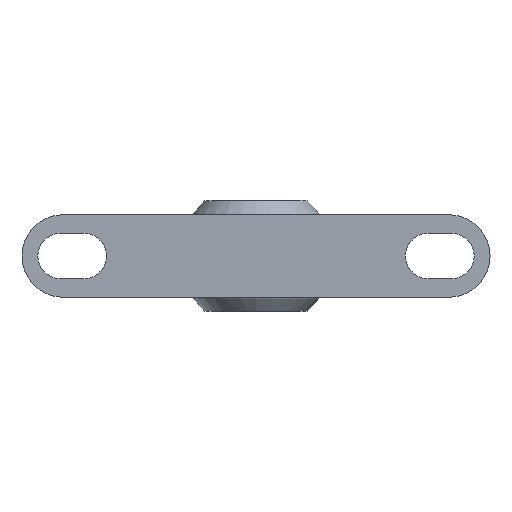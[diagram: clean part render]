
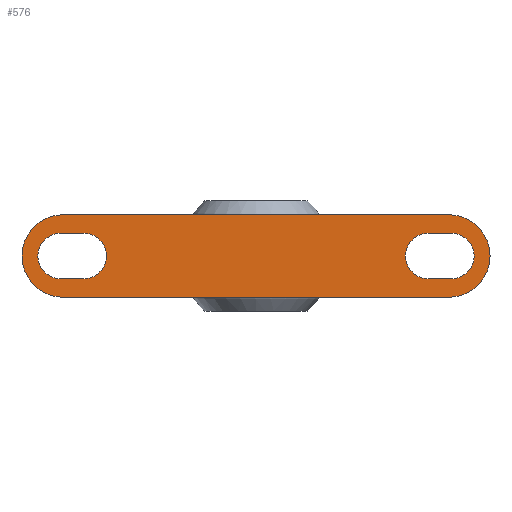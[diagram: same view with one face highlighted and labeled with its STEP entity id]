
A CAD part, front view. The second image highlights one B-rep face of the part: STEP entity #576.
In plain terms, the highlighted planar face has unit normal (0, -1, 0).
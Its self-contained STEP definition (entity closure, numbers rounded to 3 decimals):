
#8 = CARTESIAN_POINT ( 'NONE',  ( 14.2, 0., 1.65 ) ) ;
#11 = CIRCLE ( 'NONE', #1278, 3. ) ;
#43 = CARTESIAN_POINT ( 'NONE',  ( 12.5, 0., 1.65 ) ) ;
#50 = FACE_OUTER_BOUND ( 'NONE', #1001, .T. ) ;
#53 = VECTOR ( 'NONE', #109, 1000. ) ;
#61 = DIRECTION ( 'NONE',  ( 0., 1., 0. ) ) ;
#82 = DIRECTION ( 'NONE',  ( 0., 1., 0. ) ) ;
#108 = AXIS2_PLACEMENT_3D ( 'NONE', #1043, #1412, #414 ) ;
#109 = DIRECTION ( 'NONE',  ( 1., 0., 0. ) ) ;
#116 = CARTESIAN_POINT ( 'NONE',  ( -14., 0., -3. ) ) ;
#118 = DIRECTION ( 'NONE',  ( 1., 0., 0. ) ) ;
#133 = AXIS2_PLACEMENT_3D ( 'NONE', #433, #61, #1450 ) ;
#145 = CARTESIAN_POINT ( 'NONE',  ( 12.5, 0., -1.65 ) ) ;
#151 = CARTESIAN_POINT ( 'NONE',  ( -12.5, 0., 0. ) ) ;
#153 = ORIENTED_EDGE ( 'NONE', *, *, #1603, .T. ) ;
#164 = LINE ( 'NONE', #1586, #53 ) ;
#224 = DIRECTION ( 'NONE',  ( 0., 0., 1. ) ) ;
#231 = EDGE_CURVE ( 'NONE', #1032, #1588, #164, .T. ) ;
#271 = CARTESIAN_POINT ( 'NONE',  ( 14., 0., 3. ) ) ;
#276 = LINE ( 'NONE', #475, #1564 ) ;
#303 = CARTESIAN_POINT ( 'NONE',  ( -12.5, 0., -1.65 ) ) ;
#304 = ORIENTED_EDGE ( 'NONE', *, *, #1154, .T. ) ;
#315 = VERTEX_POINT ( 'NONE', #271 ) ;
#354 = ORIENTED_EDGE ( 'NONE', *, *, #595, .T. ) ;
#361 = AXIS2_PLACEMENT_3D ( 'NONE', #1081, #946, #1344 ) ;
#379 = ORIENTED_EDGE ( 'NONE', *, *, #231, .T. ) ;
#396 = CARTESIAN_POINT ( 'NONE',  ( -14., 0., 0. ) ) ;
#406 = DIRECTION ( 'NONE',  ( 1., 0., 0. ) ) ;
#409 = ORIENTED_EDGE ( 'NONE', *, *, #1124, .T. ) ;
#414 = DIRECTION ( 'NONE',  ( 0., 0., 1. ) ) ;
#433 = CARTESIAN_POINT ( 'NONE',  ( 14.2, 0., 0. ) ) ;
#438 = VERTEX_POINT ( 'NONE', #116 ) ;
#463 = ORIENTED_EDGE ( 'NONE', *, *, #929, .F. ) ;
#475 = CARTESIAN_POINT ( 'NONE',  ( -17., 0., 3. ) ) ;
#479 = DIRECTION ( 'NONE',  ( 1., 0., 0. ) ) ;
#483 = ORIENTED_EDGE ( 'NONE', *, *, #535, .T. ) ;
#498 = CARTESIAN_POINT ( 'NONE',  ( 14., 0., -3. ) ) ;
#519 = CARTESIAN_POINT ( 'NONE',  ( -14., 0., 3. ) ) ;
#531 = CIRCLE ( 'NONE', #361, 1.65 ) ;
#534 = EDGE_LOOP ( 'NONE', ( #1139, #483, #1590, #1392 ) ) ;
#535 = EDGE_CURVE ( 'NONE', #1519, #561, #890, .T. ) ;
#548 = VECTOR ( 'NONE', #406, 1000. ) ;
#561 = VERTEX_POINT ( 'NONE', #1541 ) ;
#571 = CARTESIAN_POINT ( 'NONE',  ( 14., 0., 0. ) ) ;
#576 = ADVANCED_FACE ( 'NONE', ( #722, #50, #1096 ), #910, .F. ) ;
#595 = EDGE_CURVE ( 'NONE', #1588, #1616, #1253, .T. ) ;
#616 = DIRECTION ( 'NONE',  ( 0., 0., 1. ) ) ;
#663 = VECTOR ( 'NONE', #118, 1000. ) ;
#700 = EDGE_CURVE ( 'NONE', #561, #1608, #531, .T. ) ;
#722 = FACE_BOUND ( 'NONE', #534, .T. ) ;
#744 = AXIS2_PLACEMENT_3D ( 'NONE', #1478, #82, #224 ) ;
#781 = CARTESIAN_POINT ( 'NONE',  ( -14.2, 0., 1.65 ) ) ;
#854 = VERTEX_POINT ( 'NONE', #519 ) ;
#858 = DIRECTION ( 'NONE',  ( -1., 0., 0. ) ) ;
#871 = CARTESIAN_POINT ( 'NONE',  ( -14.2, 0., -1.65 ) ) ;
#890 = LINE ( 'NONE', #145, #905 ) ;
#905 = VECTOR ( 'NONE', #1022, 1000. ) ;
#910 = PLANE ( 'NONE',  #108 ) ;
#920 = VECTOR ( 'NONE', #858, 1000. ) ;
#929 = EDGE_CURVE ( 'NONE', #438, #854, #11, .T. ) ;
#946 = DIRECTION ( 'NONE',  ( 0., 1., 0. ) ) ;
#948 = VERTEX_POINT ( 'NONE', #1545 ) ;
#972 = CARTESIAN_POINT ( 'NONE',  ( -17., 0., -3. ) ) ;
#1001 = EDGE_LOOP ( 'NONE', ( #304, #1265, #1474, #463 ) ) ;
#1022 = DIRECTION ( 'NONE',  ( -1., 0., 0. ) ) ;
#1032 = VERTEX_POINT ( 'NONE', #781 ) ;
#1037 = DIRECTION ( 'NONE',  ( 0., 1., 0. ) ) ;
#1043 = CARTESIAN_POINT ( 'NONE',  ( -17., 0., 3. ) ) ;
#1044 = CARTESIAN_POINT ( 'NONE',  ( -12.5, 0., 1.65 ) ) ;
#1050 = CARTESIAN_POINT ( 'NONE',  ( 14.2, 0., -1.65 ) ) ;
#1081 = CARTESIAN_POINT ( 'NONE',  ( 12.5, 0., 0. ) ) ;
#1087 = VERTEX_POINT ( 'NONE', #1181 ) ;
#1096 = FACE_BOUND ( 'NONE', #1129, .T. ) ;
#1124 = EDGE_CURVE ( 'NONE', #1616, #948, #1314, .T. ) ;
#1129 = EDGE_LOOP ( 'NONE', ( #354, #409, #153, #379 ) ) ;
#1139 = ORIENTED_EDGE ( 'NONE', *, *, #1238, .T. ) ;
#1154 = EDGE_CURVE ( 'NONE', #438, #1309, #1380, .T. ) ;
#1157 = AXIS2_PLACEMENT_3D ( 'NONE', #571, #1444, #1180 ) ;
#1180 = DIRECTION ( 'NONE',  ( 0., 0., -1. ) ) ;
#1181 = CARTESIAN_POINT ( 'NONE',  ( 14.2, 0., 1.65 ) ) ;
#1192 = CIRCLE ( 'NONE', #744, 1.65 ) ;
#1211 = CIRCLE ( 'NONE', #1157, 3. ) ;
#1227 = EDGE_CURVE ( 'NONE', #1608, #1087, #1420, .T. ) ;
#1238 = EDGE_CURVE ( 'NONE', #1087, #1519, #1334, .T. ) ;
#1241 = EDGE_CURVE ( 'NONE', #315, #1309, #1211, .T. ) ;
#1253 = CIRCLE ( 'NONE', #1482, 1.65 ) ;
#1265 = ORIENTED_EDGE ( 'NONE', *, *, #1241, .F. ) ;
#1278 = AXIS2_PLACEMENT_3D ( 'NONE', #396, #1510, #616 ) ;
#1309 = VERTEX_POINT ( 'NONE', #498 ) ;
#1314 = LINE ( 'NONE', #871, #920 ) ;
#1334 = CIRCLE ( 'NONE', #133, 1.65 ) ;
#1344 = DIRECTION ( 'NONE',  ( 0., 0., 1. ) ) ;
#1380 = LINE ( 'NONE', #972, #663 ) ;
#1392 = ORIENTED_EDGE ( 'NONE', *, *, #1227, .T. ) ;
#1412 = DIRECTION ( 'NONE',  ( 0., 1., 0. ) ) ;
#1419 = EDGE_CURVE ( 'NONE', #854, #315, #276, .T. ) ;
#1420 = LINE ( 'NONE', #8, #548 ) ;
#1424 = DIRECTION ( 'NONE',  ( 0., 0., -1. ) ) ;
#1444 = DIRECTION ( 'NONE',  ( 0., 1., 0. ) ) ;
#1450 = DIRECTION ( 'NONE',  ( 0., 0., -1. ) ) ;
#1474 = ORIENTED_EDGE ( 'NONE', *, *, #1419, .F. ) ;
#1478 = CARTESIAN_POINT ( 'NONE',  ( -14.2, 0., 0. ) ) ;
#1482 = AXIS2_PLACEMENT_3D ( 'NONE', #151, #1037, #1424 ) ;
#1510 = DIRECTION ( 'NONE',  ( 0., 1., 0. ) ) ;
#1519 = VERTEX_POINT ( 'NONE', #1050 ) ;
#1541 = CARTESIAN_POINT ( 'NONE',  ( 12.5, 0., -1.65 ) ) ;
#1545 = CARTESIAN_POINT ( 'NONE',  ( -14.2, 0., -1.65 ) ) ;
#1564 = VECTOR ( 'NONE', #479, 1000. ) ;
#1586 = CARTESIAN_POINT ( 'NONE',  ( -12.5, 0., 1.65 ) ) ;
#1588 = VERTEX_POINT ( 'NONE', #1044 ) ;
#1590 = ORIENTED_EDGE ( 'NONE', *, *, #700, .T. ) ;
#1603 = EDGE_CURVE ( 'NONE', #948, #1032, #1192, .T. ) ;
#1608 = VERTEX_POINT ( 'NONE', #43 ) ;
#1616 = VERTEX_POINT ( 'NONE', #303 ) ;
